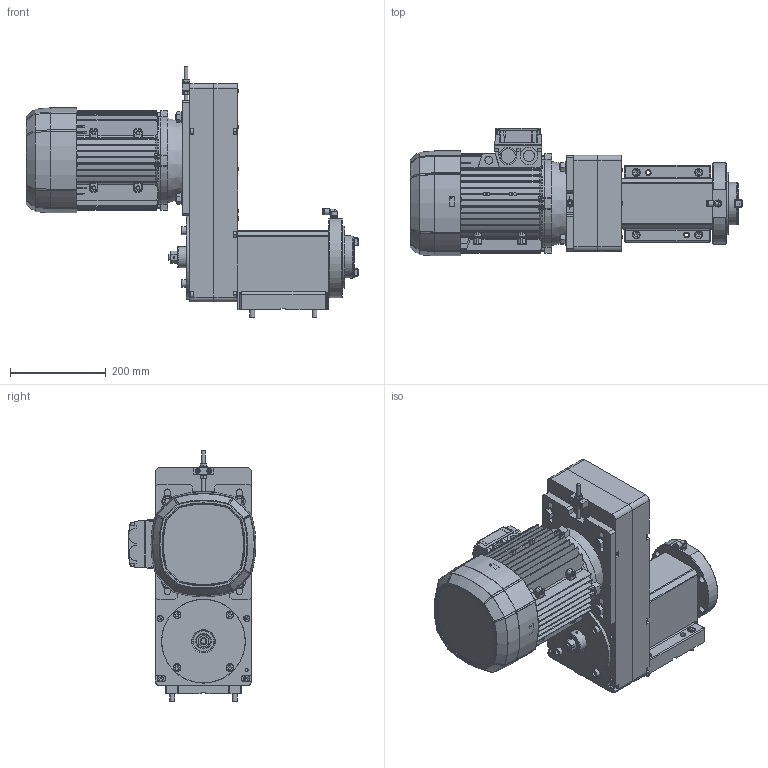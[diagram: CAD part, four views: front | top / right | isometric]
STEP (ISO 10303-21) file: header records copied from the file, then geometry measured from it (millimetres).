
FILE_DESCRIPTION(/* description */ ('Unknown'),/* implementation_level */ '2;1');
FILE_NAME(/* name */ 'CGCM.30',/* time_stamp */ '2024-11-20T11:32:26+01:00',/* author */ ('Unknown'),/* organization */ ('Unknown'),/* preprocessor_version */ 'ST-DEVELOPER v19.4',/* originating_system */ 'Solid Edge',/* authorisation */ 'Unknown');
FILE_SCHEMA (('AUTOMOTIVE_DESIGN {1 0 10303 214 3 1 1}'));
Products named in the file (1): CGCM.30
Bounding box: 692 x 266.77 x 522.25 mm (x, y, z)
Volume: 6953389.2 mm3; surface area: 1543744.9 mm2
Topology: 2 solids, 113 shells, 2513 faces, 6917 edges, 4508 vertices
Faces by surface type: plane 1011, cylinder 649, cone 385, torus 345, bspline 94, sphere 29
Full cylindrical faces by diameter (mm): 2.6 x4, 3.1 x4, 3.6 x4, 3.7 x1, 4 x6, 6 x1, 6.5 x3, 6.647 x8, 6.8 x4, 7 x9, 8 x3, 8.376 x2, 8.5 x4, 9 x8, 10 x5, 10.106 x4, 10.4 x2, 10.5 x6, 11.5 x1, 12 x7, 12.8 x1, 13 x9, 14 x1, 15 x4, 16 x6, 16.5 x6, 17.5 x4, 23.782 x2, 24 x4, 28 x2
Entity records: 95790 total; most frequent: CARTESIAN_POINT 23744, ORIENTED_EDGE 12264, DIRECTION 11448, EDGE_CURVE 6464, AXIS2_PLACEMENT_3D 4488, VERTEX_POINT 4422, FACE_BOUND 3129, EDGE_LOOP 3088
